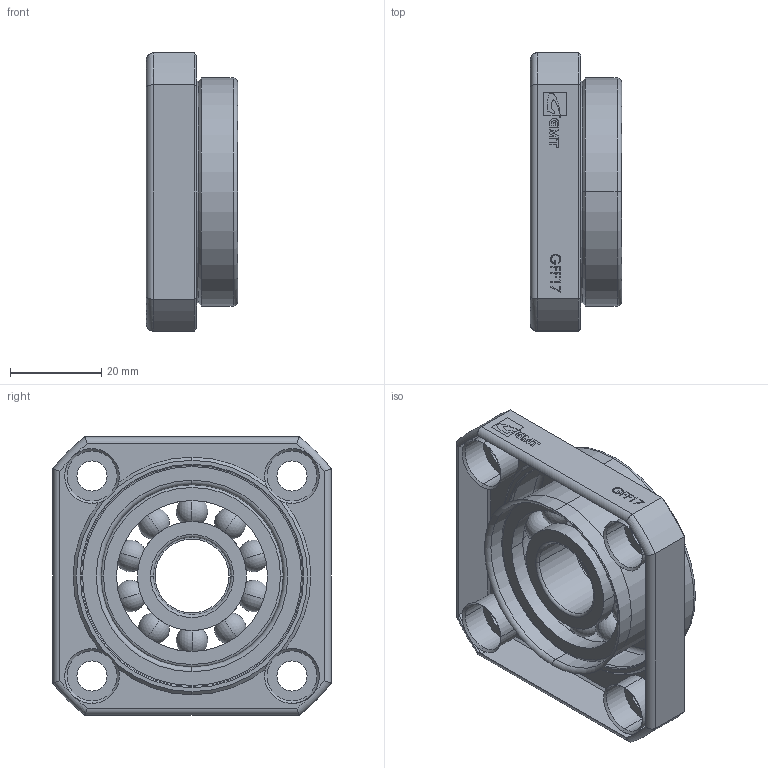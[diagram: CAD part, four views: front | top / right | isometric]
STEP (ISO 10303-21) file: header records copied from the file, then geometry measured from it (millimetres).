
FILE_DESCRIPTION (( 'STEP AP203' ), '1' );
FILE_NAME ('GFF17-B.STEP', '2013-10-07T10:29:25', ( 'user' ), ( '' ), 'SwSTEP 2.0', 'SolidWorks 2013', '' );
FILE_SCHEMA (( 'CONFIG_CONTROL_DESIGN' ));
Length unit declared in the file: millimetre
Products named in the file (1): GFF17-B
Bounding box: 20 x 61 x 61 mm (x, y, z)
Surface area: 17863 mm2 (no closed solid volume)
Topology: 0 solids, 3 shells, 189 faces, 689 edges, 479 vertices
Faces by surface type: cylinder 54, torus 51, plane 38, cone 26, sphere 20
Entity records: 8303 total; most frequent: CARTESIAN_POINT 2520, ORIENTED_EDGE 1294, DIRECTION 1161, EDGE_CURVE 649, AXIS2_PLACEMENT_3D 487, VERTEX_POINT 459, CIRCLE 297, EDGE_LOOP 218
